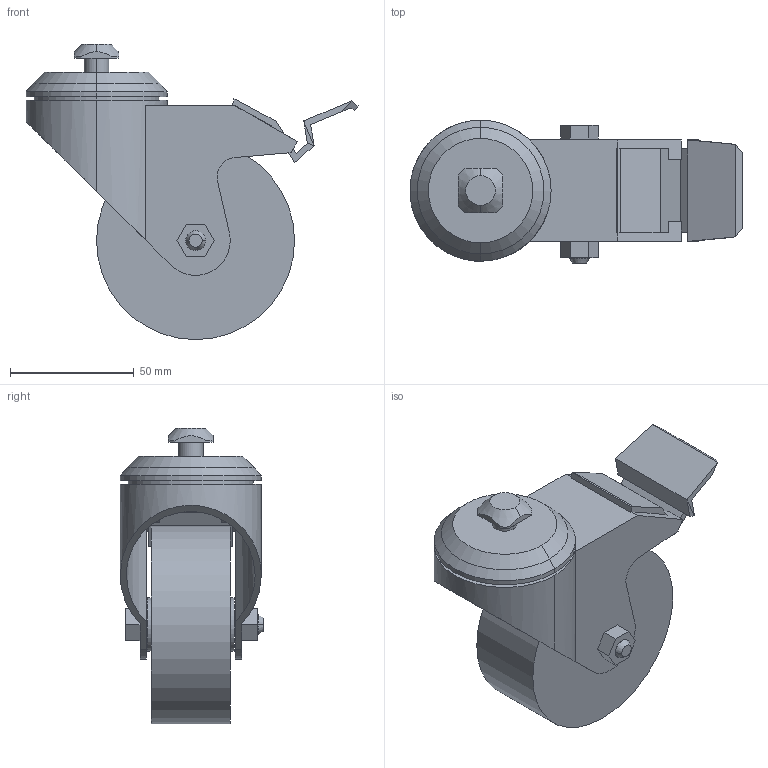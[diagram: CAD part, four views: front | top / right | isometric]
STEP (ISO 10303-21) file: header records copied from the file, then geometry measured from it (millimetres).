
FILE_DESCRIPTION(('STEP AP214'),'1');
FILE_NAME('cctmp_904685B0-BDE6-4822-8AA8-93C88B61418D_2020_1_16_7_17_33_490..stp','2020-01-16T06:17:33',('Bosch Rexroth AG'),('CADClick - www.CADClick.com'),'Spatial InterOp 3D',' ','unknown authorization - (Healing Option Enabled)');
FILE_SCHEMA(('AUTOMOTIVE_DESIGN'));
Length unit declared in the file: millimetre
Products named in the file (1): 2020_01_16__07-17-33-481
Bounding box: 134.11 x 58 x 119.3 mm (x, y, z)
Volume: 231537.7 mm3; surface area: 53290.8 mm2
Topology: 1 solids, 1 shells, 123 faces, 328 edges, 214 vertices
Faces by surface type: plane 78, cylinder 37, cone 8
Entity records: 4828 total; most frequent: CARTESIAN_POINT 678, ORIENTED_EDGE 656, DIRECTION 654, EDGE_CURVE 328, LINE 238, VECTOR 238, VERTEX_POINT 214, AXIS2_PLACEMENT_3D 208
